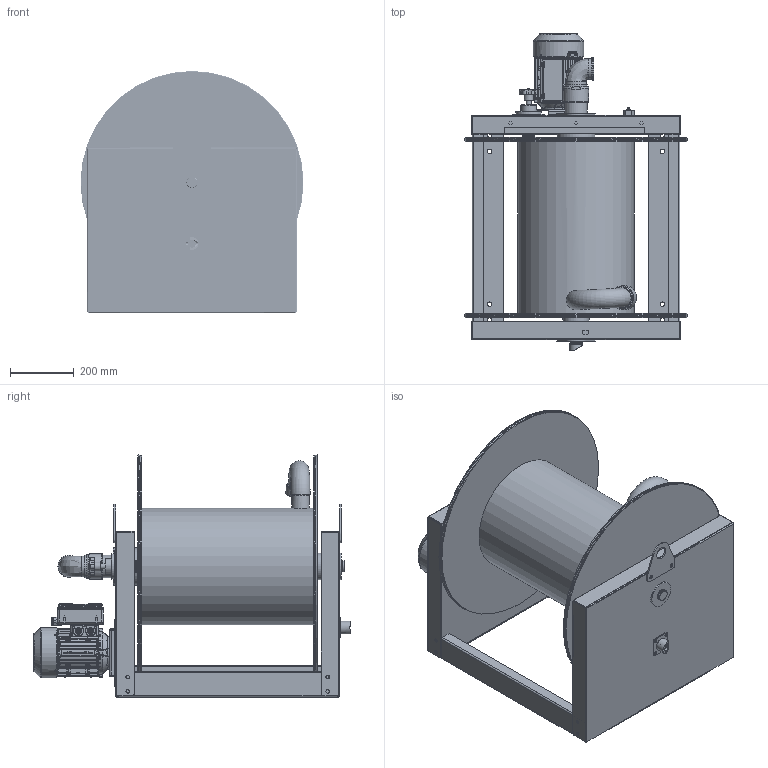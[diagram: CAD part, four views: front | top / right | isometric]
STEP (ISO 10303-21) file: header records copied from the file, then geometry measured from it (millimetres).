
FILE_DESCRIPTION(/* description */ ('Unknown'),/* implementation_level */ '2;1');
FILE_NAME(/* name */ '7751702.400',/* time_stamp */ '2021-08-24T11:43:07+02:00',/* author */ ('Unknown'),/* organization */ ('Unknown'),/* preprocessor_version */ 'ST-DEVELOPER v16.7',/* originating_system */ 'Solid Edge',/* authorisation */ 'Unknown');
FILE_SCHEMA (('AUTOMOTIVE_DESIGN {1 0 10303 214 3 1 1}'));
Products named in the file (1): 7751702.400
Bounding box: 700 x 994 x 760 mm (x, y, z)
Volume: 110649018.7 mm3; surface area: 5368001.2 mm2
Topology: 8 solids, 19 shells, 6299 faces, 15362 edges, 9133 vertices
Faces by surface type: cylinder 1775, bspline 1720, plane 1704, torus 605, cone 374, sphere 121
Full cylindrical faces by diameter (mm): 2.5 x8, 2.75 x2, 3 x2, 3.5 x4, 3.7 x6, 3.9 x1, 4 x4, 4.134 x8, 4.5 x4, 4.75 x4, 4.917 x16, 5 x12, 5.5 x4, 5.854 x1, 6 x6, 6.5 x1, 6.647 x4, 6.9 x1, 7 x8, 7.5 x1, 8 x3, 8.5 x4, 8.6 x1, 9 x4, 9.1 x2, 10 x3, 10.106 x1, 10.5 x4, 11 x20, 12.2 x1
Entity records: 281476 total; most frequent: CARTESIAN_POINT 110429, ORIENTED_EDGE 28946, DIRECTION 20980, EDGE_CURVE 14473, VERTEX_POINT 8867, AXIS2_PLACEMENT_3D 7932, FACE_BOUND 7238, EDGE_LOOP 7213
